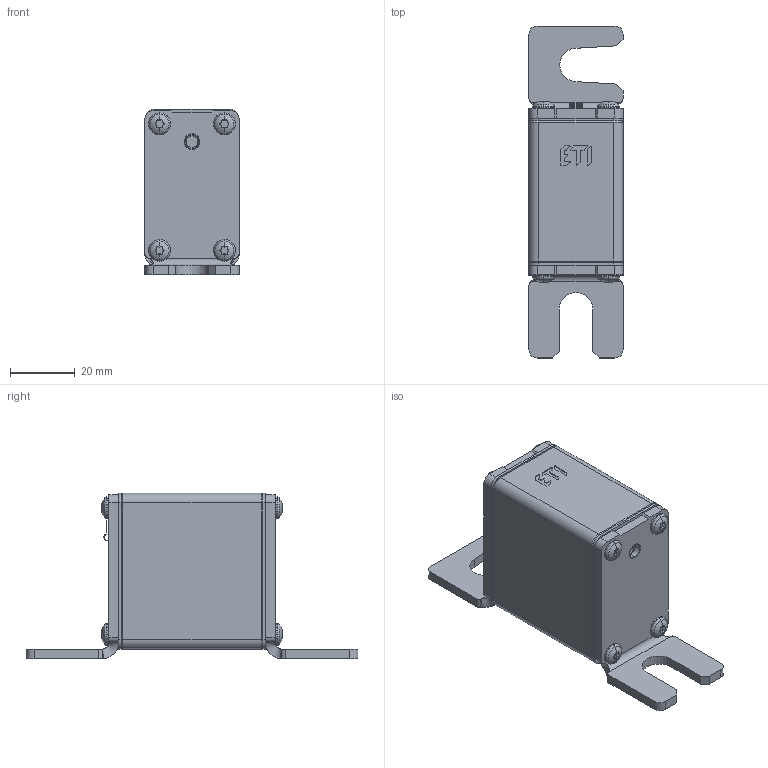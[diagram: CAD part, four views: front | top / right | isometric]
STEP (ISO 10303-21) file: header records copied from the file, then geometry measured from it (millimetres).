
FILE_DESCRIPTION((''),'2;1');
FILE_NAME('004371122_ASM','2022-08-09T13:07:16',('said.beganovic'),('Audax d.o.o.'),'CREO PARAMETRIC BY PTC INC, 2021304','CREO PARAMETRIC BY PTC INC, 2021304','');
FILE_SCHEMA(('AUTOMOTIVE_DESIGN { 1 0 10303 214 1 1 1 1 }'));
Length unit declared in the file: millimetre
Products named in the file (9): 0000003725; 0000011548; 0000029826; 0000051711; 0000011586; 0000011580; 0000011599; 0000033225; 004371122_ASM
Assembly tree (17 placements, depth 2):
  004371122_ASM
    0000003725
    0000011548  x2
    0000029826
    0000051711
    0000011586
    0000011580
    0000011599  x2
    0000033225  x8
Bounding box: 29 x 102.3 x 51 mm (x, y, z)
Volume: 73556.2 mm3; surface area: 26348.3 mm2
Topology: 17 solids, 33 shells, 1047 faces, 2526 edges, 1528 vertices
Faces by surface type: plane 475, cylinder 453, torus 56, bspline 27, cone 20, sphere 16
Entity records: 22891 total; most frequent: CARTESIAN_POINT 3564, DIRECTION 2228, ORIENTED_EDGE 2032, PRESENTATION_STYLE_ASSIGNMENT 1419, STYLED_ITEM 1368, CURVE_STYLE 1034, EDGE_CURVE 1034, AXIS2_PLACEMENT_3D 830
